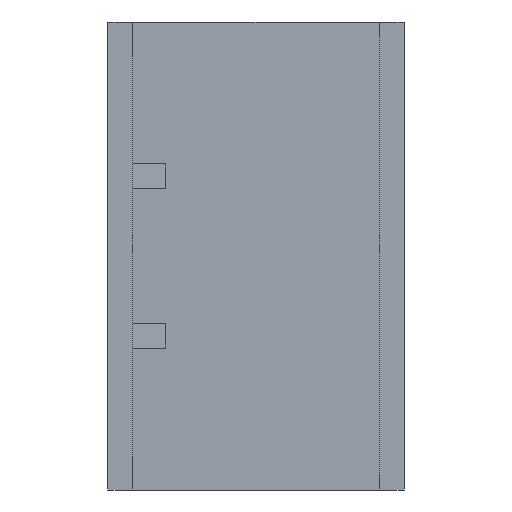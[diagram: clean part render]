
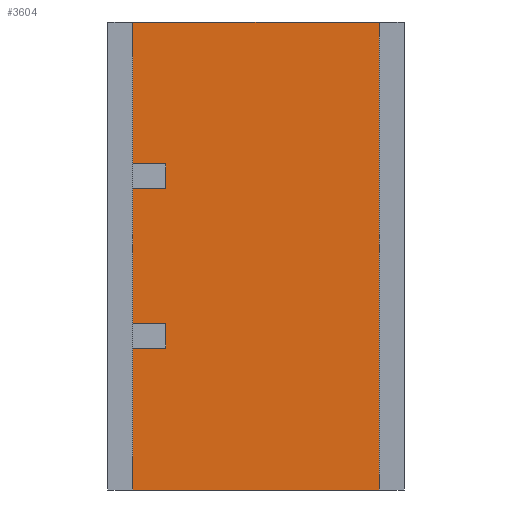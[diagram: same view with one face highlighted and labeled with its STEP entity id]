
A CAD part, left-side view. The second image highlights one B-rep face of the part: STEP entity #3604.
In plain terms, the highlighted planar face has unit normal (-1, 0, 0).
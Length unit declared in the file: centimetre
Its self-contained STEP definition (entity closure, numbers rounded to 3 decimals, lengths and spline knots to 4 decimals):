
#110=PLANE('',#3946);
#258=FACE_OUTER_BOUND('',#485,.T.);
#485=EDGE_LOOP('',(#2885,#2886,#2887,#2888,#2889,#2890,#2891,#2892,#2893,
#2894,#2895,#2896));
#683=LINE('',#5407,#1045);
#752=LINE('',#5650,#1114);
#755=LINE('',#5656,#1117);
#759=LINE('',#5664,#1121);
#823=LINE('',#5898,#1185);
#825=LINE('',#5902,#1187);
#827=LINE('',#5905,#1189);
#828=LINE('',#5908,#1190);
#829=LINE('',#5910,#1191);
#830=LINE('',#5911,#1192);
#831=LINE('',#5913,#1193);
#832=LINE('',#5914,#1194);
#1045=VECTOR('',#4271,1.);
#1114=VECTOR('',#4524,1.);
#1117=VECTOR('',#4527,1.);
#1121=VECTOR('',#4531,1.);
#1185=VECTOR('',#4735,1.);
#1187=VECTOR('',#4739,1.);
#1189=VECTOR('',#4743,1.);
#1190=VECTOR('',#4746,1.);
#1191=VECTOR('',#4747,1.);
#1192=VECTOR('',#4748,1.);
#1193=VECTOR('',#4749,1.);
#1194=VECTOR('',#4750,1.);
#1606=VERTEX_POINT('',#5404);
#1607=VERTEX_POINT('',#5406);
#1689=VERTEX_POINT('',#5648);
#1691=VERTEX_POINT('',#5653);
#1692=VERTEX_POINT('',#5655);
#1695=VERTEX_POINT('',#5661);
#1696=VERTEX_POINT('',#5663);
#1796=VERTEX_POINT('',#5897);
#1797=VERTEX_POINT('',#5901);
#1798=VERTEX_POINT('',#5907);
#1799=VERTEX_POINT('',#5909);
#1800=VERTEX_POINT('',#5912);
#1963=EDGE_CURVE('',#1607,#1606,#683,.T.);
#2085=EDGE_CURVE('',#1689,#1606,#752,.T.);
#2088=EDGE_CURVE('',#1691,#1692,#755,.T.);
#2092=EDGE_CURVE('',#1695,#1696,#759,.T.);
#2210=EDGE_CURVE('',#1689,#1796,#823,.T.);
#2212=EDGE_CURVE('',#1796,#1797,#825,.T.);
#2214=EDGE_CURVE('',#1797,#1696,#827,.T.);
#2215=EDGE_CURVE('',#1695,#1798,#828,.T.);
#2216=EDGE_CURVE('',#1798,#1799,#829,.T.);
#2217=EDGE_CURVE('',#1799,#1692,#830,.T.);
#2218=EDGE_CURVE('',#1800,#1691,#831,.T.);
#2219=EDGE_CURVE('',#1800,#1607,#832,.T.);
#2885=ORIENTED_EDGE('',*,*,#2210,.T.);
#2886=ORIENTED_EDGE('',*,*,#2212,.T.);
#2887=ORIENTED_EDGE('',*,*,#2214,.T.);
#2888=ORIENTED_EDGE('',*,*,#2092,.F.);
#2889=ORIENTED_EDGE('',*,*,#2215,.T.);
#2890=ORIENTED_EDGE('',*,*,#2216,.T.);
#2891=ORIENTED_EDGE('',*,*,#2217,.T.);
#2892=ORIENTED_EDGE('',*,*,#2088,.F.);
#2893=ORIENTED_EDGE('',*,*,#2218,.F.);
#2894=ORIENTED_EDGE('',*,*,#2219,.T.);
#2895=ORIENTED_EDGE('',*,*,#1963,.T.);
#2896=ORIENTED_EDGE('',*,*,#2085,.F.);
#3604=ADVANCED_FACE('',(#258),#110,.T.);
#3946=AXIS2_PLACEMENT_3D('',#5906,#4744,#4745);
#4271=DIRECTION('',(0.,1.,0.));
#4524=DIRECTION('',(0.,0.,1.));
#4527=DIRECTION('',(0.,0.,1.));
#4531=DIRECTION('',(0.,0.,1.));
#4735=DIRECTION('',(0.,-1.,0.));
#4739=DIRECTION('',(0.,0.,-1.));
#4743=DIRECTION('',(0.,1.,0.));
#4744=DIRECTION('center_axis',(-1.,0.,0.));
#4745=DIRECTION('ref_axis',(0.,-1.,0.));
#4746=DIRECTION('',(0.,-1.,0.));
#4747=DIRECTION('',(0.,0.,-1.));
#4748=DIRECTION('',(0.,1.,0.));
#4749=DIRECTION('',(0.,1.,0.));
#4750=DIRECTION('',(0.,0.,1.));
#5404=CARTESIAN_POINT('',(-4.495,4.55,4.05));
#5406=CARTESIAN_POINT('',(-4.495,0.09,4.05));
#5407=CARTESIAN_POINT('',(-4.495,3.435,4.05));
#5648=CARTESIAN_POINT('',(-4.495,4.55,1.485));
#5650=CARTESIAN_POINT('',(-4.495,4.55,-4.41));
#5653=CARTESIAN_POINT('',(-4.495,4.55,-4.41));
#5655=CARTESIAN_POINT('',(-4.495,4.55,-1.845));
#5656=CARTESIAN_POINT('',(-4.495,4.55,-4.41));
#5661=CARTESIAN_POINT('',(-4.495,4.55,-1.395));
#5663=CARTESIAN_POINT('',(-4.495,4.55,1.035));
#5664=CARTESIAN_POINT('',(-4.495,4.55,-4.41));
#5897=CARTESIAN_POINT('',(-4.495,3.95,1.485));
#5898=CARTESIAN_POINT('',(-4.495,3.7025,1.485));
#5901=CARTESIAN_POINT('',(-4.495,3.95,1.035));
#5902=CARTESIAN_POINT('',(-4.495,3.95,-1.4625));
#5905=CARTESIAN_POINT('',(-4.495,3.7025,1.035));
#5906=CARTESIAN_POINT('Origin',(-4.495,4.55,-4.41));
#5907=CARTESIAN_POINT('',(-4.495,3.95,-1.395));
#5908=CARTESIAN_POINT('',(-4.495,3.7025,-1.395));
#5909=CARTESIAN_POINT('',(-4.495,3.95,-1.845));
#5910=CARTESIAN_POINT('',(-4.495,3.95,-2.9025));
#5911=CARTESIAN_POINT('',(-4.495,3.7025,-1.845));
#5912=CARTESIAN_POINT('',(-4.495,0.09,-4.41));
#5913=CARTESIAN_POINT('',(-4.495,0.09,-4.41));
#5914=CARTESIAN_POINT('',(-4.495,0.09,-4.41));
